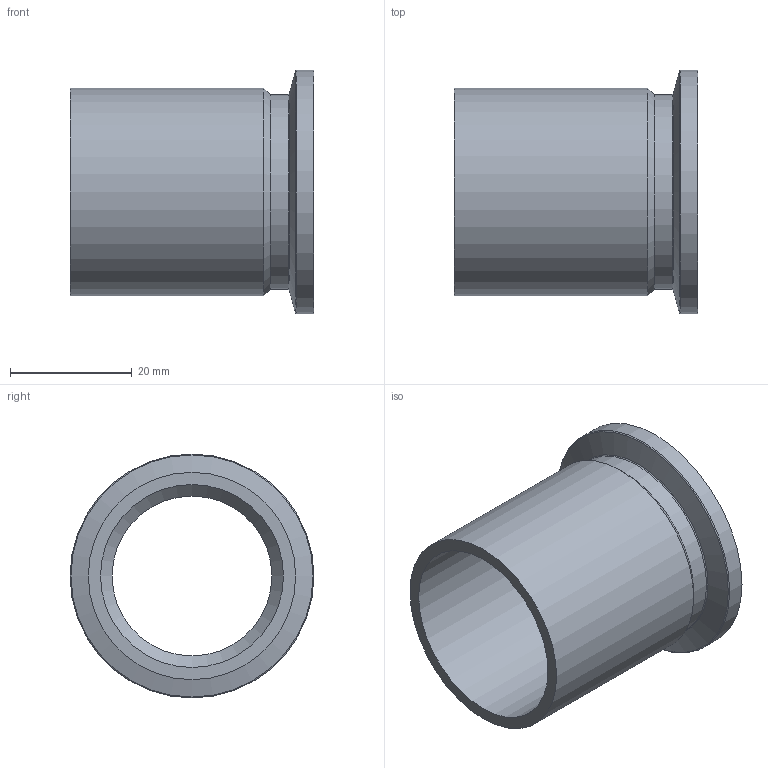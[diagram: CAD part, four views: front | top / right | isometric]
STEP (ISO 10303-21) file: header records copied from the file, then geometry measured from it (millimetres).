
FILE_DESCRIPTION (( 'STEP AP214' ), '1' );
FILE_NAME ('BT1KF253440FULLVAC.STEP', '2025-07-03T09:20:17', ( '' ), ( '' ), 'SwSTEP 2.0', 'SolidWorks 2017', '' );
FILE_SCHEMA (( 'AUTOMOTIVE_DESIGN' ));
Length unit declared in the file: millimetre
Products named in the file (1): BT1KF253440FULLVAC
Bounding box: 40 x 40 x 40 mm (x, y, z)
Volume: 10708 mm3; surface area: 9317.8 mm2
Topology: 1 solids, 1 shells, 12 faces, 25 edges, 15 vertices
Faces by surface type: cylinder 5, cone 3, plane 2, torus 2
Full cylindrical faces by diameter (mm): 26.2 x1, 30 x1, 32 x1, 34 x1, 40 x1
Entity records: 282 total; most frequent: DIRECTION 50, CARTESIAN_POINT 37, AXIS2_PLACEMENT_3D 25, EDGE_LOOP 24, ORIENTED_EDGE 24, FACE_OUTER_BOUND 19, EDGE_CURVE 12, VERTEX_POINT 12
